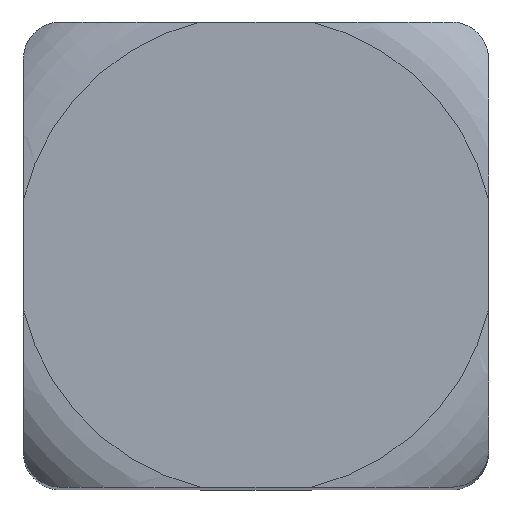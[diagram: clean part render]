
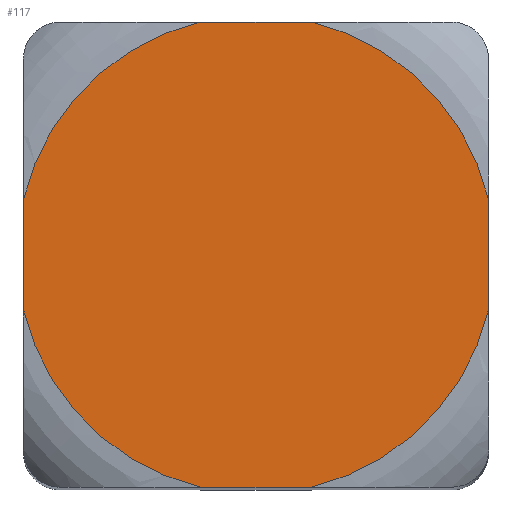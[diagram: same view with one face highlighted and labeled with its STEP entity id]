
A CAD part, top view. The second image highlights one B-rep face of the part: STEP entity #117.
In plain terms, the highlighted planar face has unit normal (0, 0, 1).
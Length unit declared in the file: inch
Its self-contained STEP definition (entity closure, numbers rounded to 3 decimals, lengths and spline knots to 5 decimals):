
#36 = VERTEX_POINT ( 'NONE', #339 ) ;
#37 = EDGE_CURVE ( 'NONE', #36, #48, #336, .T. ) ;
#46 = VERTEX_POINT ( 'NONE', #349 ) ;
#48 = VERTEX_POINT ( 'NONE', #351 ) ;
#50 = VERTEX_POINT ( 'NONE', #363 ) ;
#78 = EDGE_LOOP ( 'NONE', ( #134, #122, #124, #125, #136, #172, #120, #121 ) ) ;
#84 = VERTEX_POINT ( 'NONE', #574 ) ;
#104 = VERTEX_POINT ( 'NONE', #470 ) ;
#116 = EDGE_CURVE ( 'NONE', #104, #157, #541, .T. ) ;
#117 = ADVANCED_FACE ( 'NONE', ( #537 ), #536, .F. ) ;
#119 = EDGE_CURVE ( 'NONE', #127, #84, #511, .T. ) ;
#120 = ORIENTED_EDGE ( 'NONE', *, *, #119, .T. ) ;
#121 = ORIENTED_EDGE ( 'NONE', *, *, #171, .T. ) ;
#122 = ORIENTED_EDGE ( 'NONE', *, *, #126, .T. ) ;
#124 = ORIENTED_EDGE ( 'NONE', *, *, #155, .T. ) ;
#125 = ORIENTED_EDGE ( 'NONE', *, *, #135, .T. ) ;
#126 = EDGE_CURVE ( 'NONE', #48, #46, #507, .T. ) ;
#127 = VERTEX_POINT ( 'NONE', #502 ) ;
#134 = ORIENTED_EDGE ( 'NONE', *, *, #37, .T. ) ;
#135 = EDGE_CURVE ( 'NONE', #50, #104, #426, .T. ) ;
#136 = ORIENTED_EDGE ( 'NONE', *, *, #116, .T. ) ;
#155 = EDGE_CURVE ( 'NONE', #46, #50, #567, .T. ) ;
#157 = VERTEX_POINT ( 'NONE', #563 ) ;
#171 = EDGE_CURVE ( 'NONE', #84, #36, #620, .T. ) ;
#172 = ORIENTED_EDGE ( 'NONE', *, *, #173, .T. ) ;
#173 = EDGE_CURVE ( 'NONE', #157, #127, #629, .T. ) ;
#333 = DIRECTION ( 'NONE',  ( 0., -1., 0. ) ) ;
#334 = VECTOR ( 'NONE', #333, 39.37008 ) ;
#335 = CARTESIAN_POINT ( 'NONE',  ( -0.0625, -0.0625, 0.219 ) ) ;
#336 = LINE ( 'NONE', #335, #334 ) ;
#339 = CARTESIAN_POINT ( 'NONE',  ( -0.0625, 0.01488, 0.219 ) ) ;
#349 = CARTESIAN_POINT ( 'NONE',  ( -0.01488, -0.0625, 0.219 ) ) ;
#351 = CARTESIAN_POINT ( 'NONE',  ( -0.0625, -0.01488, 0.219 ) ) ;
#363 = CARTESIAN_POINT ( 'NONE',  ( 0.01488, -0.0625, 0.219 ) ) ;
#412 = DIRECTION ( 'NONE',  ( 1., 0., 0. ) ) ;
#413 = DIRECTION ( 'NONE',  ( 0., 0., 1. ) ) ;
#414 = CARTESIAN_POINT ( 'NONE',  ( 0., 0., 0.219 ) ) ;
#425 = AXIS2_PLACEMENT_3D ( 'NONE', #414, #413, #412 ) ;
#426 = CIRCLE ( 'NONE', #425, 0.06425 ) ;
#470 = CARTESIAN_POINT ( 'NONE',  ( 0.0625, -0.01488, 0.219 ) ) ;
#502 = CARTESIAN_POINT ( 'NONE',  ( 0.01488, 0.0625, 0.219 ) ) ;
#503 = DIRECTION ( 'NONE',  ( 1., 0., 0. ) ) ;
#504 = DIRECTION ( 'NONE',  ( 0., 0., 1. ) ) ;
#505 = CARTESIAN_POINT ( 'NONE',  ( 0., 0., 0.219 ) ) ;
#506 = AXIS2_PLACEMENT_3D ( 'NONE', #505, #504, #503 ) ;
#507 = CIRCLE ( 'NONE', #506, 0.06425 ) ;
#508 = DIRECTION ( 'NONE',  ( -1., 0., 0. ) ) ;
#509 = VECTOR ( 'NONE', #508, 39.37008 ) ;
#510 = CARTESIAN_POINT ( 'NONE',  ( -0.0625, 0.0625, 0.219 ) ) ;
#511 = LINE ( 'NONE', #510, #509 ) ;
#512 = DIRECTION ( 'NONE',  ( -1., 0., 0. ) ) ;
#513 = DIRECTION ( 'NONE',  ( 0., 0., -1. ) ) ;
#514 = CARTESIAN_POINT ( 'NONE',  ( -0.0625, 0.0625, 0.219 ) ) ;
#515 = AXIS2_PLACEMENT_3D ( 'NONE', #514, #513, #512 ) ;
#536 = PLANE ( 'NONE',  #515 ) ;
#537 = FACE_OUTER_BOUND ( 'NONE', #78, .T. ) ;
#538 = DIRECTION ( 'NONE',  ( 0., 1., 0. ) ) ;
#539 = VECTOR ( 'NONE', #538, 39.37008 ) ;
#540 = CARTESIAN_POINT ( 'NONE',  ( 0.0625, -0.0625, 0.219 ) ) ;
#541 = LINE ( 'NONE', #540, #539 ) ;
#563 = CARTESIAN_POINT ( 'NONE',  ( 0.0625, 0.01488, 0.219 ) ) ;
#564 = DIRECTION ( 'NONE',  ( 1., 0., 0. ) ) ;
#565 = VECTOR ( 'NONE', #564, 39.37008 ) ;
#566 = CARTESIAN_POINT ( 'NONE',  ( -0.0625, -0.0625, 0.219 ) ) ;
#567 = LINE ( 'NONE', #566, #565 ) ;
#574 = CARTESIAN_POINT ( 'NONE',  ( -0.01488, 0.0625, 0.219 ) ) ;
#620 = CIRCLE ( 'NONE', #621, 0.06425 ) ;
#621 = AXIS2_PLACEMENT_3D ( 'NONE', #632, #631, #630 ) ;
#628 = AXIS2_PLACEMENT_3D ( 'NONE', #633, #662, #661 ) ;
#629 = CIRCLE ( 'NONE', #628, 0.06425 ) ;
#630 = DIRECTION ( 'NONE',  ( 1., 0., 0. ) ) ;
#631 = DIRECTION ( 'NONE',  ( 0., 0., 1. ) ) ;
#632 = CARTESIAN_POINT ( 'NONE',  ( 0., 0., 0.219 ) ) ;
#633 = CARTESIAN_POINT ( 'NONE',  ( 0., 0., 0.219 ) ) ;
#661 = DIRECTION ( 'NONE',  ( 1., 0., 0. ) ) ;
#662 = DIRECTION ( 'NONE',  ( 0., 0., 1. ) ) ;
